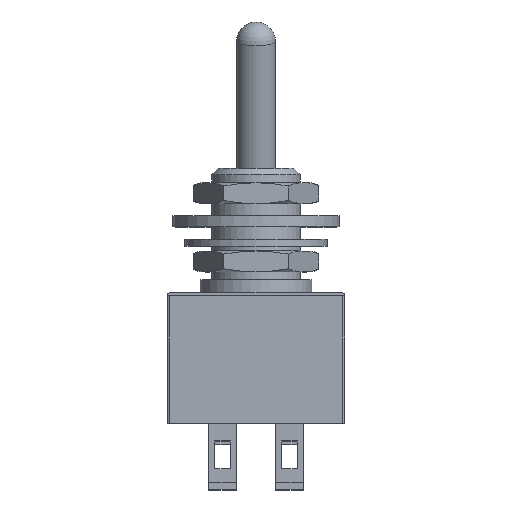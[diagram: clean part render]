
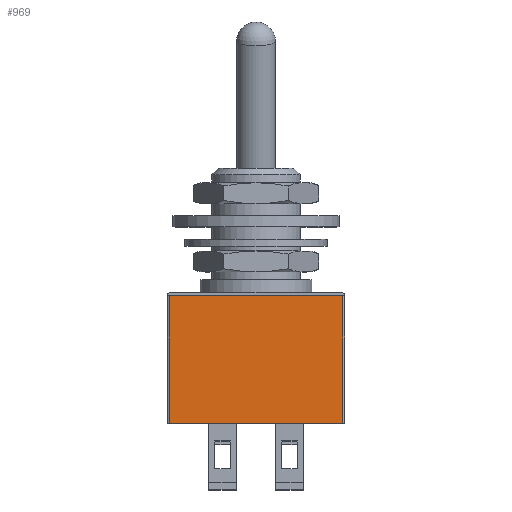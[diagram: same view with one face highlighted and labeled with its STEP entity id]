
A CAD part, top view. The second image highlights one B-rep face of the part: STEP entity #969.
In plain terms, the highlighted planar face has unit normal (0, 0, 1).
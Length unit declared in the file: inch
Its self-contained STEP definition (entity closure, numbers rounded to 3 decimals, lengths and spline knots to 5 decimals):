
#969 = ADVANCED_FACE( '', ( #1870 ), #1871, .T. );
#1870 = FACE_OUTER_BOUND( '', #2729, .T. );
#1871 = PLANE( '', #2730 );
#2729 = EDGE_LOOP( '', ( #5135, #5136, #5137, #5138 ) );
#2730 = AXIS2_PLACEMENT_3D( '', #5139, #5140, #5141 );
#5135 = ORIENTED_EDGE( '', *, *, #5771, .F. );
#5136 = ORIENTED_EDGE( '', *, *, #6051, .F. );
#5137 = ORIENTED_EDGE( '', *, *, #6157, .T. );
#5138 = ORIENTED_EDGE( '', *, *, #5891, .T. );
#5139 = CARTESIAN_POINT( '', ( -0.24488, -0.371, 0.256 ) );
#5140 = DIRECTION( '', ( 0., 0., 1. ) );
#5141 = DIRECTION( '', ( 1., 0., 0. ) );
#5771 = EDGE_CURVE( '', #7091, #7093, #7094, .T. );
#5891 = EDGE_CURVE( '', #7264, #7093, #7265, .T. );
#6051 = EDGE_CURVE( '', #7474, #7091, #7476, .T. );
#6157 = EDGE_CURVE( '', #7474, #7264, #7595, .T. );
#7091 = VERTEX_POINT( '', #8924 );
#7093 = VERTEX_POINT( '', #8926 );
#7094 = LINE( '', #8927, #8928 );
#7264 = VERTEX_POINT( '', #9182 );
#7265 = LINE( '', #9183, #9184 );
#7474 = VERTEX_POINT( '', #9495 );
#7476 = LINE( '', #9497, #9498 );
#7595 = LINE( '', #9671, #9672 );
#8924 = CARTESIAN_POINT( '', ( -0.24488, -0.01, 0.256 ) );
#8926 = CARTESIAN_POINT( '', ( 0.24488, -0.01, 0.256 ) );
#8927 = CARTESIAN_POINT( '', ( -0.24488, -0.01, 0.256 ) );
#8928 = VECTOR( '', #10290, 39.37008 );
#9182 = CARTESIAN_POINT( '', ( 0.24488, -0.371, 0.256 ) );
#9183 = CARTESIAN_POINT( '', ( 0.24488, -0.371, 0.256 ) );
#9184 = VECTOR( '', #10402, 39.37008 );
#9495 = CARTESIAN_POINT( '', ( -0.24488, -0.371, 0.256 ) );
#9497 = CARTESIAN_POINT( '', ( -0.24488, -0.371, 0.256 ) );
#9498 = VECTOR( '', #10539, 39.37008 );
#9671 = CARTESIAN_POINT( '', ( -0.24488, -0.371, 0.256 ) );
#9672 = VECTOR( '', #10631, 39.37008 );
#10290 = DIRECTION( '', ( 1., 0., 0. ) );
#10402 = DIRECTION( '', ( 0., 1., 0. ) );
#10539 = DIRECTION( '', ( 0., 1., 0. ) );
#10631 = DIRECTION( '', ( 1., 0., 0. ) );
